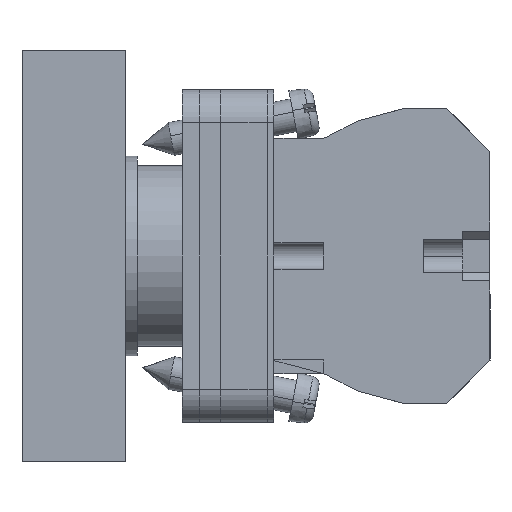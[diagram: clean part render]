
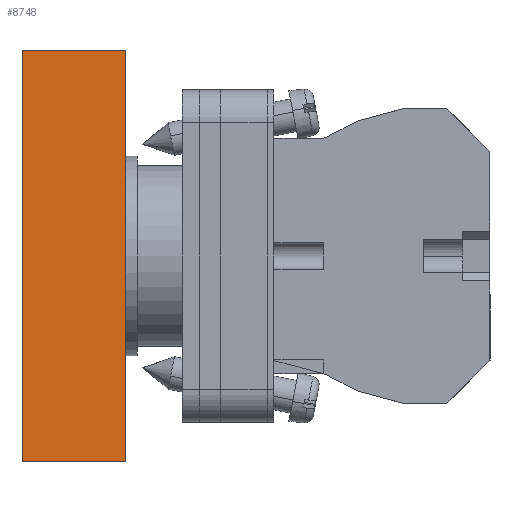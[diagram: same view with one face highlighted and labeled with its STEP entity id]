
A CAD part, left-side view. The second image highlights one B-rep face of the part: STEP entity #8748.
In plain terms, the highlighted planar face has unit normal (-1, 0, 0).
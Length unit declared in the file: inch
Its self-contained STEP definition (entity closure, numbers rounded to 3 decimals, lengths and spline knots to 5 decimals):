
#30 = DIRECTION ( 'NONE',  ( 1., 0., 0. ) ) ;
#941 = VECTOR ( 'NONE', #8284, 39.37008 ) ;
#984 = VERTEX_POINT ( 'NONE', #16526 ) ;
#1267 = EDGE_LOOP ( 'NONE', ( #4651, #5370, #7522, #15584 ) ) ;
#1630 = LINE ( 'NONE', #14165, #9254 ) ;
#2070 = CARTESIAN_POINT ( 'NONE',  ( -0.58071, 0.44843, -0.97441 ) ) ;
#2830 = VERTEX_POINT ( 'NONE', #5946 ) ;
#3036 = FACE_OUTER_BOUND ( 'NONE', #1267, .T. ) ;
#3823 = CARTESIAN_POINT ( 'NONE',  ( -0.58071, 4.28046, 0.97441 ) ) ;
#3966 = CARTESIAN_POINT ( 'NONE',  ( -0.58071, 4.28046, -0.97441 ) ) ;
#4332 = EDGE_CURVE ( 'NONE', #984, #2830, #11186, .T. ) ;
#4371 = VECTOR ( 'NONE', #11693, 39.37008 ) ;
#4651 = ORIENTED_EDGE ( 'NONE', *, *, #12509, .F. ) ;
#4887 = VERTEX_POINT ( 'NONE', #2070 ) ;
#5370 = ORIENTED_EDGE ( 'NONE', *, *, #4332, .T. ) ;
#5946 = CARTESIAN_POINT ( 'NONE',  ( -0.58071, 0.94094, -0.97441 ) ) ;
#6417 = LINE ( 'NONE', #8198, #12867 ) ;
#6456 = DIRECTION ( 'NONE',  ( 0., 0., 1. ) ) ;
#6962 = CARTESIAN_POINT ( 'NONE',  ( -0.58071, 0.94094, 0.97441 ) ) ;
#7522 = ORIENTED_EDGE ( 'NONE', *, *, #14558, .T. ) ;
#7708 = PLANE ( 'NONE',  #10731 ) ;
#8198 = CARTESIAN_POINT ( 'NONE',  ( -0.58071, 4.28046, 0.97441 ) ) ;
#8284 = DIRECTION ( 'NONE',  ( 0., 0., -1. ) ) ;
#8748 = ADVANCED_FACE ( 'NONE', ( #3036 ), #7708, .F. ) ;
#8992 = DIRECTION ( 'NONE',  ( 0., 0., -1. ) ) ;
#9254 = VECTOR ( 'NONE', #6456, 39.37008 ) ;
#9488 = DIRECTION ( 'NONE',  ( 0., -1., 0. ) ) ;
#10096 = CARTESIAN_POINT ( 'NONE',  ( -0.58071, 0.44843, 0.97441 ) ) ;
#10200 = VERTEX_POINT ( 'NONE', #10096 ) ;
#10731 = AXIS2_PLACEMENT_3D ( 'NONE', #3823, #30, #8992 ) ;
#11186 = LINE ( 'NONE', #6962, #941 ) ;
#11693 = DIRECTION ( 'NONE',  ( 0., -1., 0. ) ) ;
#12378 = EDGE_CURVE ( 'NONE', #4887, #10200, #1630, .T. ) ;
#12509 = EDGE_CURVE ( 'NONE', #984, #10200, #6417, .T. ) ;
#12867 = VECTOR ( 'NONE', #9488, 39.37008 ) ;
#14165 = CARTESIAN_POINT ( 'NONE',  ( -0.58071, 0.44843, 0.97441 ) ) ;
#14558 = EDGE_CURVE ( 'NONE', #2830, #4887, #14639, .T. ) ;
#14639 = LINE ( 'NONE', #3966, #4371 ) ;
#15584 = ORIENTED_EDGE ( 'NONE', *, *, #12378, .T. ) ;
#16526 = CARTESIAN_POINT ( 'NONE',  ( -0.58071, 0.94094, 0.97441 ) ) ;
